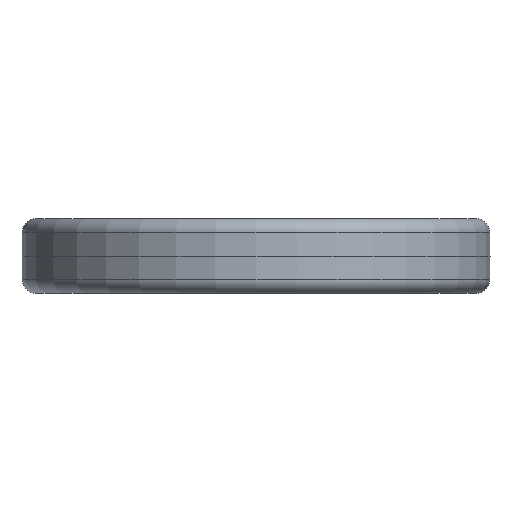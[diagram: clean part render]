
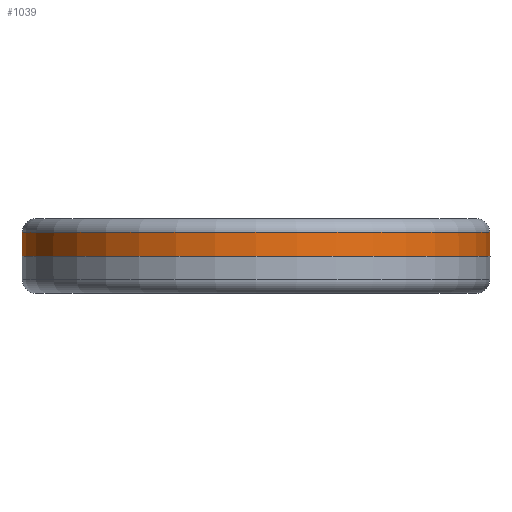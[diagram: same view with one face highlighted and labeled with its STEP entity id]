
A CAD part, front view. The second image highlights one B-rep face of the part: STEP entity #1039.
In plain terms, the highlighted conical face has half-angle 0.5 degrees and reference radius 5 mm.
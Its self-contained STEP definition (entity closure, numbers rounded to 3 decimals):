
#91 = DIRECTION ( 'NONE',  ( 0.009, 0., -1. ) ) ;
#116 = CARTESIAN_POINT ( 'NONE',  ( 5., 0., 0. ) ) ;
#128 = CARTESIAN_POINT ( 'NONE',  ( 4.996, 0., 0.503 ) ) ;
#196 = CARTESIAN_POINT ( 'NONE',  ( -5., 0., 0. ) ) ;
#237 = CIRCLE ( 'NONE', #688, 4.996 ) ;
#247 = DIRECTION ( 'NONE',  ( 1., 0., 0. ) ) ;
#250 = DIRECTION ( 'NONE',  ( 0., 0., 1. ) ) ;
#252 = CARTESIAN_POINT ( 'NONE',  ( 0., 0., 0. ) ) ;
#335 = EDGE_LOOP ( 'NONE', ( #1975, #2406, #1717, #2085 ) ) ;
#432 = LINE ( 'NONE', #116, #436 ) ;
#436 = VECTOR ( 'NONE', #91, 1000. ) ;
#456 = CIRCLE ( 'NONE', #1314, 5. ) ;
#518 = CONICAL_SURFACE ( 'NONE', #1368, 5., 0.009 ) ;
#536 = FACE_OUTER_BOUND ( 'NONE', #335, .T. ) ;
#688 = AXIS2_PLACEMENT_3D ( 'NONE', #2250, #2247, #2245 ) ;
#715 = CARTESIAN_POINT ( 'NONE',  ( 0., 0., 0. ) ) ;
#731 = DIRECTION ( 'NONE',  ( 0., 0., -1. ) ) ;
#735 = EDGE_CURVE ( 'NONE', #2381, #1293, #840, .T. ) ;
#745 = DIRECTION ( 'NONE',  ( 1., 0., 0. ) ) ;
#840 = LINE ( 'NONE', #2209, #855 ) ;
#855 = VECTOR ( 'NONE', #2206, 1000. ) ;
#1039 = ADVANCED_FACE ( 'NONE', ( #536 ), #518, .T. ) ;
#1257 = EDGE_CURVE ( 'NONE', #1293, #2420, #456, .T. ) ;
#1293 = VERTEX_POINT ( 'NONE', #196 ) ;
#1314 = AXIS2_PLACEMENT_3D ( 'NONE', #252, #250, #247 ) ;
#1368 = AXIS2_PLACEMENT_3D ( 'NONE', #715, #731, #745 ) ;
#1557 = VERTEX_POINT ( 'NONE', #128 ) ;
#1717 = ORIENTED_EDGE ( 'NONE', *, *, #1257, .T. ) ;
#1754 = EDGE_CURVE ( 'NONE', #1557, #2420, #432, .T. ) ;
#1975 = ORIENTED_EDGE ( 'NONE', *, *, #2126, .T. ) ;
#2055 = CARTESIAN_POINT ( 'NONE',  ( -4.996, 0., 0.503 ) ) ;
#2072 = CARTESIAN_POINT ( 'NONE',  ( 5., 0., 0. ) ) ;
#2085 = ORIENTED_EDGE ( 'NONE', *, *, #1754, .F. ) ;
#2126 = EDGE_CURVE ( 'NONE', #1557, #2381, #237, .T. ) ;
#2206 = DIRECTION ( 'NONE',  ( -0.009, 0., -1. ) ) ;
#2209 = CARTESIAN_POINT ( 'NONE',  ( -5., 0., 0. ) ) ;
#2245 = DIRECTION ( 'NONE',  ( -1., 0., 0. ) ) ;
#2247 = DIRECTION ( 'NONE',  ( 0., 0., -1. ) ) ;
#2250 = CARTESIAN_POINT ( 'NONE',  ( 0., 0., 0.503 ) ) ;
#2381 = VERTEX_POINT ( 'NONE', #2055 ) ;
#2406 = ORIENTED_EDGE ( 'NONE', *, *, #735, .T. ) ;
#2420 = VERTEX_POINT ( 'NONE', #2072 ) ;
